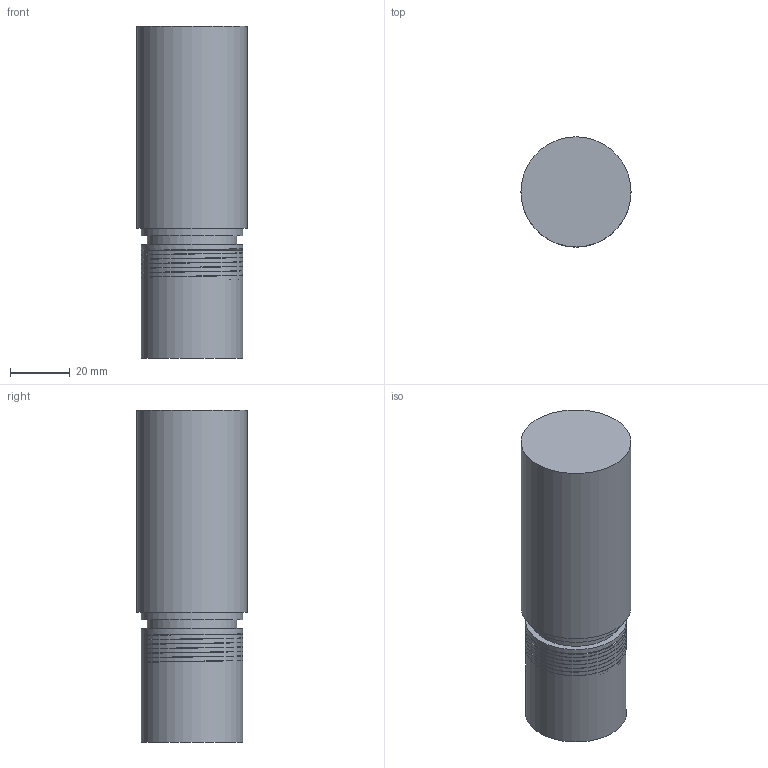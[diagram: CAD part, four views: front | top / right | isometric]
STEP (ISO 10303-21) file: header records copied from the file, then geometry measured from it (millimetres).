
FILE_DESCRIPTION( ( '' ), ' ' );
FILE_NAME( '5b2f3cf7aeac3013aa3a5e37.step', '2018-06-24T06:40:56', ( '' ), ( '' ), ' ', ' ', ' ' );
FILE_SCHEMA( ( 'AUTOMOTIVE_DESIGN { 1 0 10303 214 1 1 1 1 }' ) );
Length unit declared in the file: metre
Products named in the file (3): Curve 1; Surface 1; Part 1
Bounding box: 37 x 37 x 111.5 mm (x, y, z)
Volume: 84282 mm3; surface area: 18031.5 mm2
Topology: 1 solids, 2 shells, 23 faces, 55 edges, 39 vertices
Faces by surface type: cylinder 12, plane 7, bspline 2, cone 2
Full cylindrical faces by diameter (mm): 18.8 x1, 30 x1, 34 x8, 37 x1
Entity records: 3424 total; most frequent: CARTESIAN_POINT 2975, DIRECTION 63, ORIENTED_EDGE 42, AXIS2_PLACEMENT_3D 30, EDGE_LOOP 27, EDGE_CURVE 22, FACE_OUTER_BOUND 20, VERTEX_POINT 19
